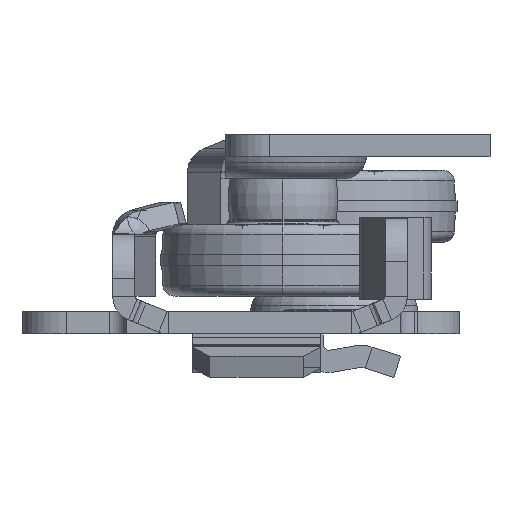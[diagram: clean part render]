
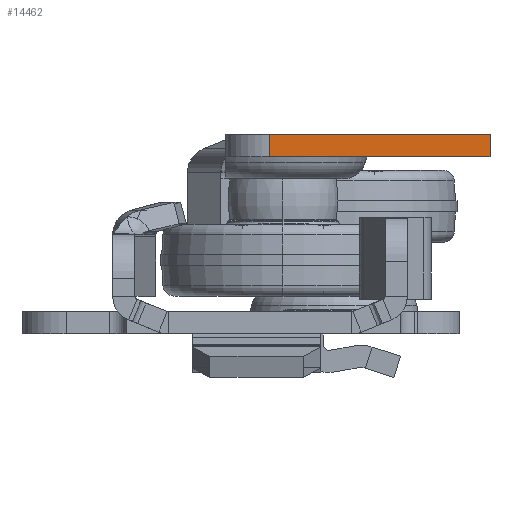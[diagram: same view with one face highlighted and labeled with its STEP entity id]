
A CAD part, left-side view. The second image highlights one B-rep face of the part: STEP entity #14462.
In plain terms, the highlighted planar face has unit normal (-1, 0, 0).
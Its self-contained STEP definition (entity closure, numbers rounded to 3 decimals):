
#529 = LINE ( 'NONE', #10311, #11598 ) ;
#1076 = VERTEX_POINT ( 'NONE', #14664 ) ;
#2792 = VECTOR ( 'NONE', #3933, 1000. ) ;
#2911 = VERTEX_POINT ( 'NONE', #16362 ) ;
#3115 = CARTESIAN_POINT ( 'NONE',  ( 0., -11.75, -2. ) ) ;
#3933 = DIRECTION ( 'NONE',  ( 0., -1., 0. ) ) ;
#5064 = ORIENTED_EDGE ( 'NONE', *, *, #11179, .T. ) ;
#5314 = DIRECTION ( 'NONE',  ( 0., 0., 1. ) ) ;
#6007 = DIRECTION ( 'NONE',  ( 0., 0., -1. ) ) ;
#6135 = AXIS2_PLACEMENT_3D ( 'NONE', #10957, #13745, #15169 ) ;
#6156 = VECTOR ( 'NONE', #5314, 1000. ) ;
#6524 = LINE ( 'NONE', #9188, #2792 ) ;
#7061 = LINE ( 'NONE', #3115, #11005 ) ;
#7994 = LINE ( 'NONE', #13462, #6156 ) ;
#8346 = FACE_OUTER_BOUND ( 'NONE', #10894, .T. ) ;
#9188 = CARTESIAN_POINT ( 'NONE',  ( 0., -11.75, 0. ) ) ;
#9326 = ORIENTED_EDGE ( 'NONE', *, *, #12896, .T. ) ;
#9867 = VERTEX_POINT ( 'NONE', #17760 ) ;
#10311 = CARTESIAN_POINT ( 'NONE',  ( 0., 8.15, 0. ) ) ;
#10894 = EDGE_LOOP ( 'NONE', ( #10913, #15873, #5064, #9326 ) ) ;
#10913 = ORIENTED_EDGE ( 'NONE', *, *, #16679, .F. ) ;
#10957 = CARTESIAN_POINT ( 'NONE',  ( 0., -11.75, -2. ) ) ;
#11005 = VECTOR ( 'NONE', #16714, 1000. ) ;
#11179 = EDGE_CURVE ( 'NONE', #2911, #1076, #7061, .T. ) ;
#11598 = VECTOR ( 'NONE', #6007, 1000. ) ;
#11672 = EDGE_CURVE ( 'NONE', #9867, #2911, #529, .T. ) ;
#12896 = EDGE_CURVE ( 'NONE', #1076, #16792, #7994, .T. ) ;
#13462 = CARTESIAN_POINT ( 'NONE',  ( 0., -11.75, -2. ) ) ;
#13745 = DIRECTION ( 'NONE',  ( -1., 0., 0. ) ) ;
#14462 = ADVANCED_FACE ( 'NONE', ( #8346 ), #16515, .T. ) ;
#14664 = CARTESIAN_POINT ( 'NONE',  ( 0., -11.75, -2. ) ) ;
#15022 = CARTESIAN_POINT ( 'NONE',  ( 0., -11.75, 0. ) ) ;
#15169 = DIRECTION ( 'NONE',  ( 0., 0., 1. ) ) ;
#15873 = ORIENTED_EDGE ( 'NONE', *, *, #11672, .T. ) ;
#16362 = CARTESIAN_POINT ( 'NONE',  ( 0., 8.15, -2. ) ) ;
#16515 = PLANE ( 'NONE',  #6135 ) ;
#16679 = EDGE_CURVE ( 'NONE', #9867, #16792, #6524, .T. ) ;
#16714 = DIRECTION ( 'NONE',  ( 0., -1., 0. ) ) ;
#16792 = VERTEX_POINT ( 'NONE', #15022 ) ;
#17760 = CARTESIAN_POINT ( 'NONE',  ( 0., 8.15, 0. ) ) ;
